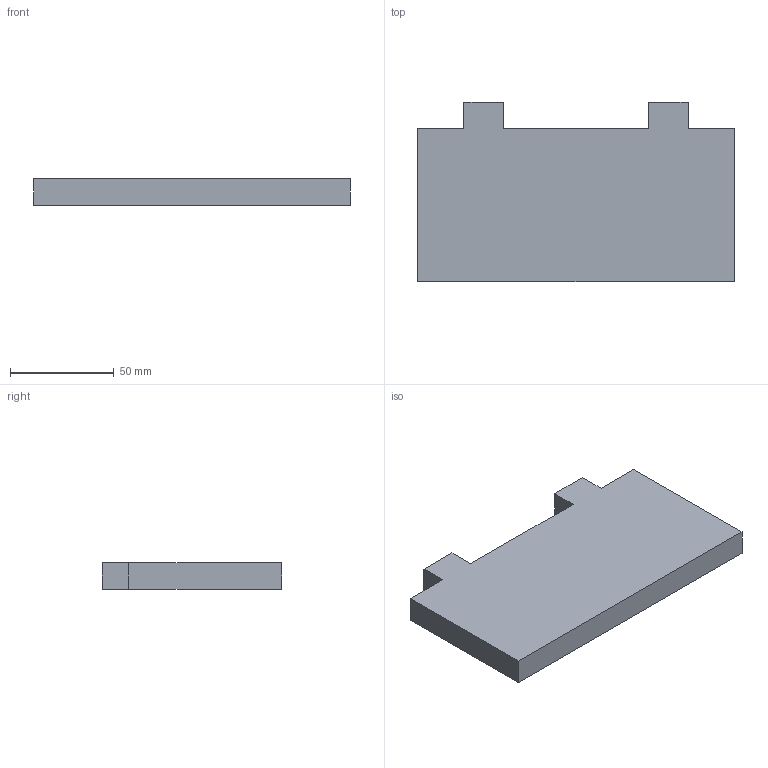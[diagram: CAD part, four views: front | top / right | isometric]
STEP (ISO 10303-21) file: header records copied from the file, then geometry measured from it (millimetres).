
FILE_DESCRIPTION(('HOOPS Exchange Step'),'2;1');
FILE_NAME('bdf39342bc1b18b5477c4b446f832ecb20200328-3321-i1774z.SLDPRT.step','2020-03-28T05:26:43+00:00',('converter2'),('Unknown organisation'),'HOOPS Exchange 2019.2','HOOPS Exchange','Unknown authorisation');
FILE_SCHEMA( ('AUTOMOTIVE_DESIGN { 1 0 10303 214 1 1 1 1 }') );
Length unit declared in the file: inch
Products named in the file (2): Default; bdf39342bc1b18b5477c4b446f832ecb20200328-3321-i1774z
Assembly tree (1 placements, depth 2):
  bdf39342bc1b18b5477c4b446f832ecb20200328-3321-i1774z
    Default
Bounding box: 152.4 x 86.36 x 12.7 mm (x, y, z)
Volume: 148712.6 mm3; surface area: 29806.4 mm2
Topology: 1 solids, 1 shells, 14 faces, 36 edges, 24 vertices
Faces by surface type: plane 14
Entity records: 473 total; most frequent: CARTESIAN_POINT 77, ORIENTED_EDGE 72, DIRECTION 70, VECTOR 36, LINE 36, EDGE_CURVE 36, VERTEX_POINT 24, AXIS2_PLACEMENT_3D 17
